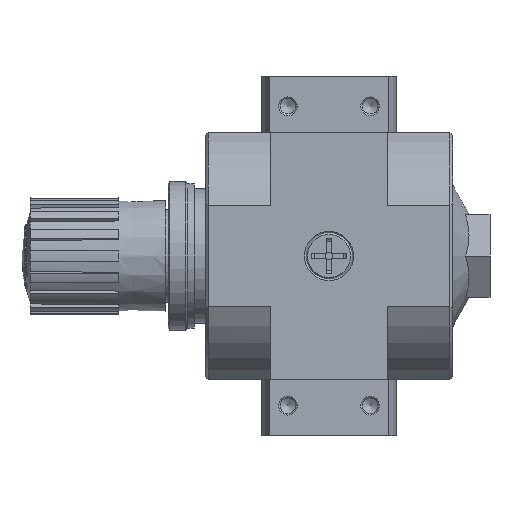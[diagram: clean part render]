
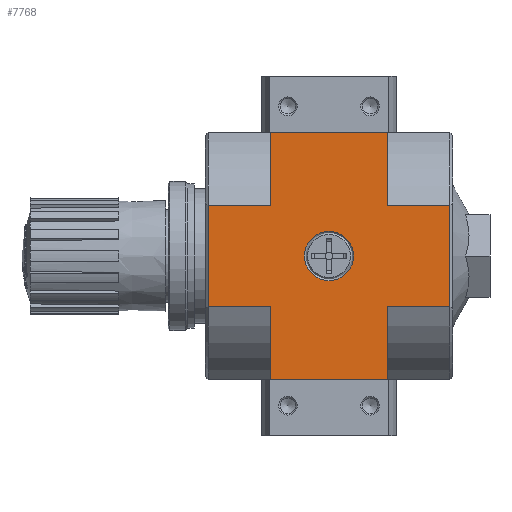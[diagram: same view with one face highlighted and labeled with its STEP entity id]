
A CAD part, left-side view. The second image highlights one B-rep face of the part: STEP entity #7768.
In plain terms, the highlighted face is planar.
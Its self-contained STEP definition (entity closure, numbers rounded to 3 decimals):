
#285=PLANE('',#8305);
#561=CIRCLE('',#8306,6.579);
#1077=ORIENTED_EDGE('',*,*,#2798,.F.);
#1078=ORIENTED_EDGE('',*,*,#2799,.T.);
#1079=ORIENTED_EDGE('',*,*,#2800,.F.);
#1080=ORIENTED_EDGE('',*,*,#2801,.T.);
#1081=ORIENTED_EDGE('',*,*,#2802,.F.);
#1082=ORIENTED_EDGE('',*,*,#2781,.F.);
#1083=ORIENTED_EDGE('',*,*,#2803,.T.);
#1084=ORIENTED_EDGE('',*,*,#2804,.T.);
#1085=ORIENTED_EDGE('',*,*,#2805,.T.);
#1086=ORIENTED_EDGE('',*,*,#2806,.T.);
#1087=ORIENTED_EDGE('',*,*,#2807,.T.);
#1088=ORIENTED_EDGE('',*,*,#2773,.F.);
#1089=ORIENTED_EDGE('',*,*,#2808,.F.);
#2773=EDGE_CURVE('',#3616,#3609,#4183,.T.);
#2781=EDGE_CURVE('',#3623,#3624,#4188,.T.);
#2798=EDGE_CURVE('',#3637,#3637,#561,.T.);
#2799=EDGE_CURVE('',#3638,#3639,#4204,.F.);
#2800=EDGE_CURVE('',#3640,#3639,#4205,.T.);
#2801=EDGE_CURVE('',#3640,#3641,#4206,.T.);
#2802=EDGE_CURVE('',#3624,#3641,#4207,.T.);
#2803=EDGE_CURVE('',#3623,#3642,#4208,.T.);
#2804=EDGE_CURVE('',#3642,#3643,#4209,.T.);
#2805=EDGE_CURVE('',#3643,#3644,#4210,.T.);
#2806=EDGE_CURVE('',#3644,#3645,#4211,.F.);
#2807=EDGE_CURVE('',#3645,#3609,#4212,.T.);
#2808=EDGE_CURVE('',#3638,#3616,#4213,.T.);
#3609=VERTEX_POINT('',#11420);
#3616=VERTEX_POINT('',#11435);
#3623=VERTEX_POINT('',#11451);
#3624=VERTEX_POINT('',#11453);
#3637=VERTEX_POINT('',#11485);
#3638=VERTEX_POINT('',#11487);
#3639=VERTEX_POINT('',#11488);
#3640=VERTEX_POINT('',#11490);
#3641=VERTEX_POINT('',#11492);
#3642=VERTEX_POINT('',#11495);
#3643=VERTEX_POINT('',#11497);
#3644=VERTEX_POINT('',#11499);
#3645=VERTEX_POINT('',#11501);
#4183=LINE('',#11436,#4617);
#4188=LINE('',#11452,#4622);
#4204=LINE('',#11486,#4638);
#4205=LINE('',#11489,#4639);
#4206=LINE('',#11491,#4640);
#4207=LINE('',#11493,#4641);
#4208=LINE('',#11494,#4642);
#4209=LINE('',#11496,#4643);
#4210=LINE('',#11498,#4644);
#4211=LINE('',#11500,#4645);
#4212=LINE('',#11502,#4646);
#4213=LINE('',#11503,#4647);
#4617=VECTOR('',#9301,1000.);
#4622=VECTOR('',#9314,1000.);
#4638=VECTOR('',#9338,1000.);
#4639=VECTOR('',#9339,1000.);
#4640=VECTOR('',#9340,1000.);
#4641=VECTOR('',#9341,1000.);
#4642=VECTOR('',#9342,1000.);
#4643=VECTOR('',#9343,1000.);
#4644=VECTOR('',#9344,1000.);
#4645=VECTOR('',#9345,1000.);
#4646=VECTOR('',#9346,1000.);
#4647=VECTOR('',#9347,1000.);
#5058=EDGE_LOOP('',(#1077));
#5059=EDGE_LOOP('',(#1078,#1079,#1080,#1081,#1082,#1083,#1084,#1085,#1086,
#1087,#1088,#1089));
#5626=FACE_BOUND('',#5058,.T.);
#5627=FACE_BOUND('',#5059,.T.);
#7768=ADVANCED_FACE('',(#5626,#5627),#285,.F.);
#8305=AXIS2_PLACEMENT_3D('',#11483,#9334,#9335);
#8306=AXIS2_PLACEMENT_3D('',#11484,#9336,#9337);
#9301=DIRECTION('',(0.,-1.,0.));
#9314=DIRECTION('',(0.,1.,0.));
#9334=DIRECTION('',(0.,0.,1.));
#9335=DIRECTION('',(1.,0.,0.));
#9336=DIRECTION('',(0.,0.,-1.));
#9337=DIRECTION('',(-1.,0.,0.));
#9338=DIRECTION('',(0.,-1.,0.));
#9339=DIRECTION('',(-1.,0.,0.));
#9340=DIRECTION('',(0.,-1.,0.));
#9341=DIRECTION('',(-1.,0.,0.));
#9342=DIRECTION('',(-1.,0.,0.));
#9343=DIRECTION('',(0.,-1.,0.));
#9344=DIRECTION('',(-1.,0.,0.));
#9345=DIRECTION('',(0.,-1.,0.));
#9346=DIRECTION('',(-1.,0.,0.));
#9347=DIRECTION('',(-1.,0.,0.));
#11420=CARTESIAN_POINT('',(-33.,-15.5,-33.));
#11435=CARTESIAN_POINT('',(-33.,15.5,-33.));
#11436=CARTESIAN_POINT('',(-33.,32.2,-33.));
#11451=CARTESIAN_POINT('',(33.,-15.5,-33.));
#11452=CARTESIAN_POINT('',(33.,-32.2,-33.));
#11453=CARTESIAN_POINT('',(33.,15.5,-33.));
#11483=CARTESIAN_POINT('',(0.,0.,-33.));
#11484=CARTESIAN_POINT('',(0.,0.,-33.));
#11485=CARTESIAN_POINT('',(-6.579,0.,-33.));
#11486=CARTESIAN_POINT('',(-13.619,50.5,-33.));
#11487=CARTESIAN_POINT('',(-13.619,15.5,-33.));
#11488=CARTESIAN_POINT('',(-13.619,32.2,-33.));
#11489=CARTESIAN_POINT('',(33.,32.2,-33.));
#11490=CARTESIAN_POINT('',(13.619,32.2,-33.));
#11491=CARTESIAN_POINT('',(13.619,50.5,-33.));
#11492=CARTESIAN_POINT('',(13.619,15.5,-33.));
#11493=CARTESIAN_POINT('',(0.,15.5,-33.));
#11494=CARTESIAN_POINT('',(0.,-15.5,-33.));
#11495=CARTESIAN_POINT('',(13.619,-15.5,-33.));
#11496=CARTESIAN_POINT('',(13.619,-15.5,-33.));
#11497=CARTESIAN_POINT('',(13.619,-32.2,-33.));
#11498=CARTESIAN_POINT('',(33.,-32.2,-33.));
#11499=CARTESIAN_POINT('',(-13.619,-32.2,-33.));
#11500=CARTESIAN_POINT('',(-13.619,-15.5,-33.));
#11501=CARTESIAN_POINT('',(-13.619,-15.5,-33.));
#11502=CARTESIAN_POINT('',(0.,-15.5,-33.));
#11503=CARTESIAN_POINT('',(0.,15.5,-33.));
